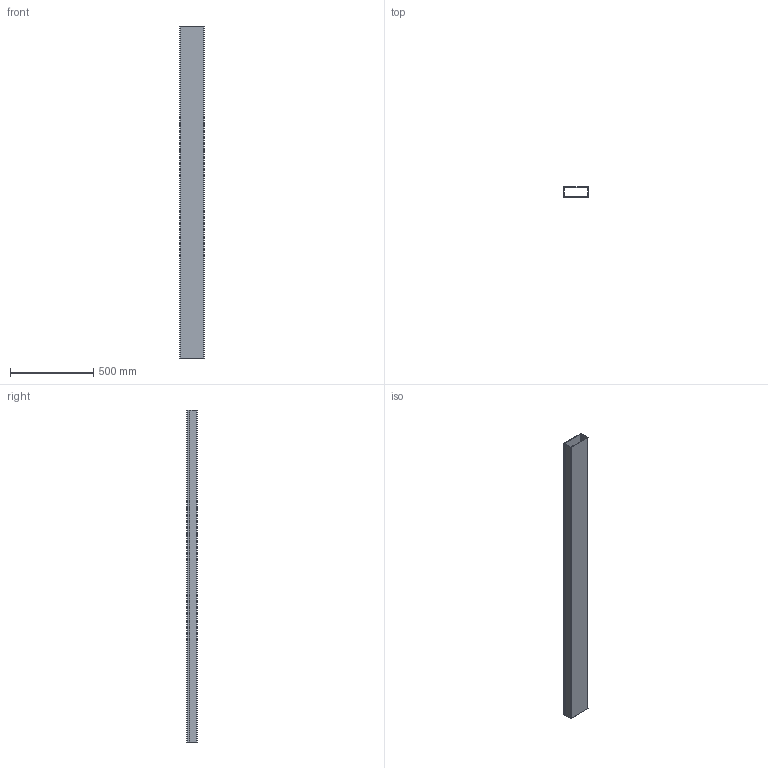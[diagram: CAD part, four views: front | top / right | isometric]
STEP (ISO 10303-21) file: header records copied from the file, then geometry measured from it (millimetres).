
FILE_DESCRIPTION (( 'STEP AP214' ), '1' );
FILE_NAME ('6175425.stp', '2016-10-03T13:12:39', ( '' ), ( '' ), 'SwSTEP 2.0', 'SolidWorks 2016', '' );
FILE_SCHEMA (( 'AUTOMOTIVE_DESIGN' ));
Length unit declared in the file: millimetre
Products named in the file (3): 6175425; Deckel; Kanalabschnitt
Assembly tree (2 placements, depth 2):
  6175425
    Deckel
    Kanalabschnitt
Bounding box: 150 x 60.3 x 2000 mm (x, y, z)
Volume: 2213928.6 mm3; surface area: 1770553.9 mm2
Topology: 2 solids, 2 shells, 58 faces, 162 edges, 108 vertices
Faces by surface type: plane 37, cylinder 21
Entity records: 2616 total; most frequent: CARTESIAN_POINT 333, DIRECTION 330, ORIENTED_EDGE 324, EDGE_CURVE 162, LINE 120, VECTOR 120, VERTEX_POINT 108, AXIS2_PLACEMENT_3D 105
